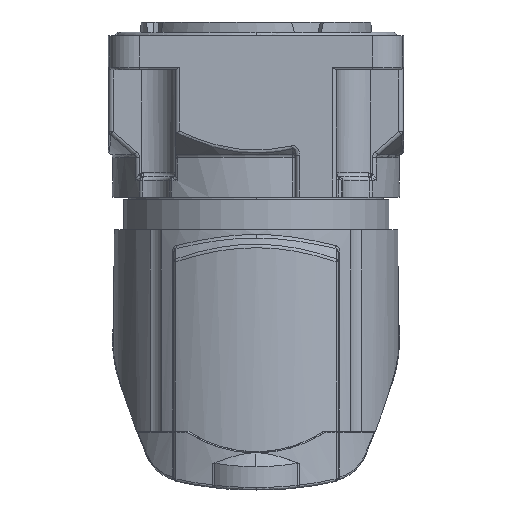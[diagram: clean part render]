
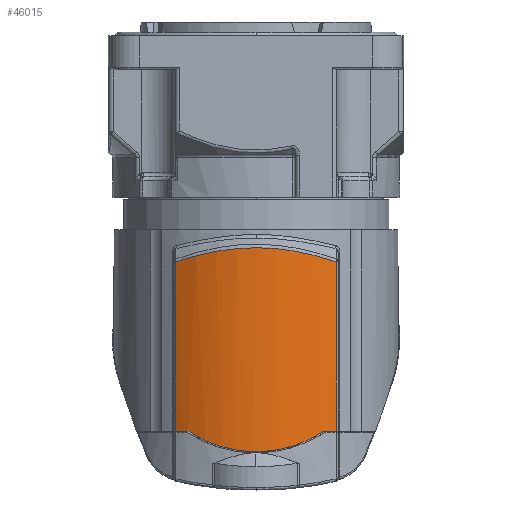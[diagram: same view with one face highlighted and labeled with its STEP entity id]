
A CAD part, front view. The second image highlights one B-rep face of the part: STEP entity #46015.
In plain terms, the highlighted cylindrical face has radius 11.484 mm (diameter 22.967 mm), a partial arc.
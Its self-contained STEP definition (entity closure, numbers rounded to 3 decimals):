
#16605=CARTESIAN_POINT('',(-5.853,-29.88,
5.578));
#16606=CARTESIAN_POINT('',(-5.622,-30.017,
5.653));
#16607=CARTESIAN_POINT('',(-5.158,-30.27,
5.798));
#16608=CARTESIAN_POINT('',(-4.454,-30.594,
5.998));
#16609=CARTESIAN_POINT('',(-3.753,-30.861,
6.171));
#16610=CARTESIAN_POINT('',(-3.06,-31.076,
6.315));
#16611=CARTESIAN_POINT('',(-2.372,-31.243,
6.431));
#16612=CARTESIAN_POINT('',(-1.689,-31.366,
6.517));
#16613=CARTESIAN_POINT('',(-1.011,-31.446,
6.574));
#16614=CARTESIAN_POINT('',(-0.336,-31.485,
6.602));
#16615=CARTESIAN_POINT('',(0.339,-31.485,
6.602));
#16616=CARTESIAN_POINT('',(1.015,-31.445,
6.574));
#16617=CARTESIAN_POINT('',(1.693,-31.365,
6.516));
#16618=CARTESIAN_POINT('',(2.375,-31.243,
6.43));
#16619=CARTESIAN_POINT('',(3.062,-31.076,
6.315));
#16620=CARTESIAN_POINT('',(3.756,-30.86,
6.17));
#16621=CARTESIAN_POINT('',(4.456,-30.593,
5.997));
#16622=CARTESIAN_POINT('',(5.158,-30.27,
5.798));
#16623=CARTESIAN_POINT('',(5.622,-30.017,
5.653));
#16624=CARTESIAN_POINT('',(5.853,-29.88,
5.578));
#16626=DIRECTION('',(0.,0.,-1.));
#16627=VECTOR('',#16626,12.378);
#16628=CARTESIAN_POINT('',(5.853,-29.88,
5.578));
#16629=LINE('',#16628,#16627);
#16630=CARTESIAN_POINT('',(0.,-20.,-6.8));
#16631=DIRECTION('',(0.,0.,1.));
#16632=DIRECTION('',(0.433,-0.901,0.));
#16633=AXIS2_PLACEMENT_3D('',#16630,#16631,#16632);
#16635=CARTESIAN_POINT('',(-4.97,-30.352,-6.8));
#16636=CARTESIAN_POINT('',(-4.791,-30.438,
-6.919));
#16637=CARTESIAN_POINT('',(-4.431,-30.6,
-7.139));
#16638=CARTESIAN_POINT('',(-3.884,-30.812,
-7.425));
#16639=CARTESIAN_POINT('',(-3.333,-30.994,
-7.666));
#16640=CARTESIAN_POINT('',(-2.778,-31.148,
-7.866));
#16641=CARTESIAN_POINT('',(-2.223,-31.271,
-8.027));
#16642=CARTESIAN_POINT('',(-1.666,-31.367,
-8.15));
#16643=CARTESIAN_POINT('',(-1.111,-31.434,
-8.237));
#16644=CARTESIAN_POINT('',(-0.555,-31.475,
-8.289));
#16645=CARTESIAN_POINT('',(0.,-31.488,
-8.306));
#16646=CARTESIAN_POINT('',(0.555,-31.475,
-8.289));
#16647=CARTESIAN_POINT('',(1.111,-31.434,
-8.237));
#16648=CARTESIAN_POINT('',(1.666,-31.367,
-8.15));
#16649=CARTESIAN_POINT('',(2.223,-31.271,
-8.027));
#16650=CARTESIAN_POINT('',(2.778,-31.148,
-7.866));
#16651=CARTESIAN_POINT('',(3.333,-30.994,
-7.666));
#16652=CARTESIAN_POINT('',(3.884,-30.812,
-7.425));
#16653=CARTESIAN_POINT('',(4.431,-30.6,
-7.139));
#16654=CARTESIAN_POINT('',(4.791,-30.438,
-6.919));
#16655=CARTESIAN_POINT('',(4.97,-30.352,-6.8));
#16657=CARTESIAN_POINT('',(0.,-20.,-6.8));
#16658=DIRECTION('',(0.,0.,1.));
#16659=DIRECTION('',(-0.51,-0.86,0.));
#16660=AXIS2_PLACEMENT_3D('',#16657,#16658,#16659);
#16677=DIRECTION('',(0.,0.,-1.));
#16678=VECTOR('',#16677,12.378);
#16679=CARTESIAN_POINT('',(-5.853,-29.88,
5.578));
#16680=LINE('',#16679,#16678);
#21167=VERTEX_POINT('',#16635);
#21168=VERTEX_POINT('',#16655);
#21206=CARTESIAN_POINT('',(5.853,-29.88,-6.8));
#21208=VERTEX_POINT('',#21206);
#21209=CARTESIAN_POINT('',(-5.853,-29.88,-6.8));
#21211=VERTEX_POINT('',#21209);
#21288=CARTESIAN_POINT('',(-5.853,-29.88,
5.578));
#21289=VERTEX_POINT('',#21288);
#21291=VERTEX_POINT('',#16624);
#46000=CARTESIAN_POINT('',(0.,-20.,-17.15));
#46001=DIRECTION('',(0.,0.,1.));
#46002=DIRECTION('',(0.,1.,0.));
#46003=AXIS2_PLACEMENT_3D('',#46000,#46001,#46002);
#46004=CYLINDRICAL_SURFACE('',#46003,11.484);
#46006=ORIENTED_EDGE('',*,*,#46005,.T.);
#46007=ORIENTED_EDGE('',*,*,#45995,.T.);
#46008=ORIENTED_EDGE('',*,*,#29702,.F.);
#46009=ORIENTED_EDGE('',*,*,#29733,.F.);
#46010=ORIENTED_EDGE('',*,*,#29772,.F.);
#46012=ORIENTED_EDGE('',*,*,#46011,.F.);
#46013=EDGE_LOOP('',(#46006,#46007,#46008,#46009,#46010,#46012));
#46014=FACE_OUTER_BOUND('',#46013,.F.);
#46015=ADVANCED_FACE('',(#46014),#46004,.T.);
#16625=B_SPLINE_CURVE_WITH_KNOTS('',3,(#16605,#16606,#16607,#16608,#16609,
#16610,#16611,#16612,#16613,#16614,#16615,#16616,#16617,#16618,#16619,#16620,
#16621,#16622,#16623,#16624),.UNSPECIFIED.,.F.,.F.,(4,1,1,1,1,1,1,1,1,1,1,1,1,1,
1,1,1,4),(0.,0.059,0.118,0.176,
0.235,0.294,0.353,0.412,
0.471,0.529,0.588,0.647,
0.706,0.765,0.824,0.882,
0.941,1.),.UNSPECIFIED.);
#16634=CIRCLE('',#16633,11.484);
#16656=B_SPLINE_CURVE_WITH_KNOTS('',3,(#16635,#16636,#16637,#16638,#16639,
#16640,#16641,#16642,#16643,#16644,#16645,#16646,#16647,#16648,#16649,#16650,
#16651,#16652,#16653,#16654,#16655),.UNSPECIFIED.,.F.,.F.,(4,1,1,1,1,1,1,1,1,1,
1,1,1,1,1,1,1,1,4),(0.,0.056,0.111,0.167,
0.222,0.278,0.333,0.389,
0.444,0.5,0.556,0.611,0.667,
0.722,0.778,0.833,0.889,
0.944,1.),.UNSPECIFIED.);
#16661=CIRCLE('',#16660,11.484);
#29702=EDGE_CURVE('',#21168,#21208,#16634,.T.);
#29733=EDGE_CURVE('',#21167,#21168,#16656,.T.);
#29772=EDGE_CURVE('',#21211,#21167,#16661,.T.);
#45995=EDGE_CURVE('',#21291,#21208,#16629,.T.);
#46005=EDGE_CURVE('',#21289,#21291,#16625,.T.);
#46011=EDGE_CURVE('',#21289,#21211,#16680,.T.);
